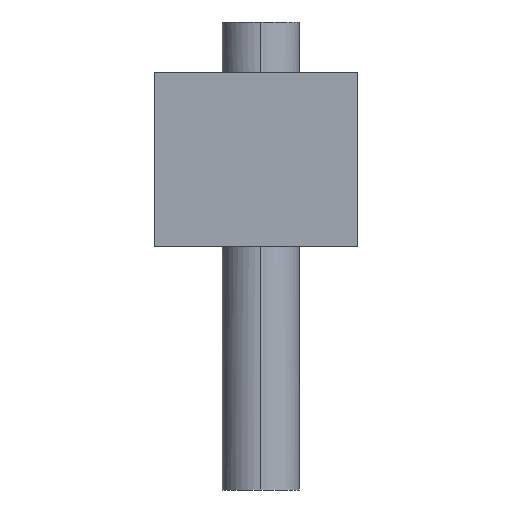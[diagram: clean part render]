
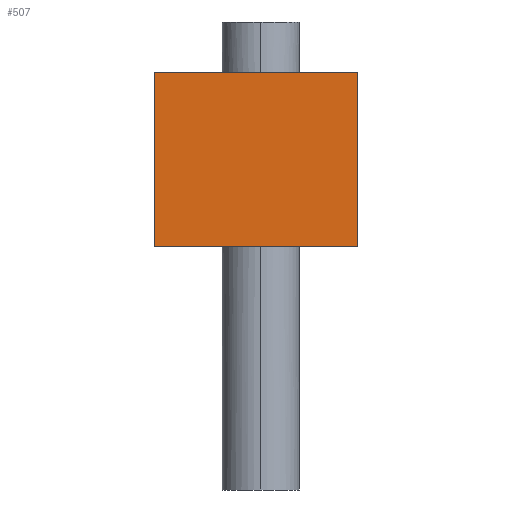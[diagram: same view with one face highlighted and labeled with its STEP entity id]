
A CAD part, left-side view. The second image highlights one B-rep face of the part: STEP entity #507.
In plain terms, the highlighted planar face has unit normal (-1, 0, 0).
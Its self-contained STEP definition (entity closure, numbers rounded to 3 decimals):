
#4 = VERTEX_POINT ( 'NONE', #64 ) ;
#6 = CARTESIAN_POINT ( 'NONE',  ( -28.5, 132., 226. ) ) ;
#17 = VECTOR ( 'NONE', #361, 1000. ) ;
#31 = EDGE_CURVE ( 'NONE', #90, #562, #525, .T. ) ;
#36 = CARTESIAN_POINT ( 'NONE',  ( -28.5, 132., 226. ) ) ;
#52 = VERTEX_POINT ( 'NONE', #36 ) ;
#56 = ORIENTED_EDGE ( 'NONE', *, *, #129, .F. ) ;
#58 = CARTESIAN_POINT ( 'NONE',  ( -28.5, 132., 0. ) ) ;
#64 = CARTESIAN_POINT ( 'NONE',  ( -28.5, -132., 226. ) ) ;
#66 = DIRECTION ( 'NONE',  ( 0., -1., 0. ) ) ;
#73 = VECTOR ( 'NONE', #302, 1000. ) ;
#76 = EDGE_CURVE ( 'NONE', #4, #562, #174, .T. ) ;
#81 = DIRECTION ( 'NONE',  ( 0., -1., 0. ) ) ;
#84 = CARTESIAN_POINT ( 'NONE',  ( -28.5, 132., 226. ) ) ;
#89 = CARTESIAN_POINT ( 'NONE',  ( -28.5, 34.882, 0. ) ) ;
#90 = VERTEX_POINT ( 'NONE', #393 ) ;
#94 = AXIS2_PLACEMENT_3D ( 'NONE', #385, #471, #388 ) ;
#117 = ORIENTED_EDGE ( 'NONE', *, *, #395, .F. ) ;
#128 = LINE ( 'NONE', #84, #355 ) ;
#129 = EDGE_CURVE ( 'NONE', #52, #159, #128, .T. ) ;
#133 = CARTESIAN_POINT ( 'NONE',  ( -28.5, 34.882, 226. ) ) ;
#144 = ORIENTED_EDGE ( 'NONE', *, *, #312, .T. ) ;
#153 = DIRECTION ( 'NONE',  ( 0., -1., 0. ) ) ;
#158 = CARTESIAN_POINT ( 'NONE',  ( -28.5, 132., 0. ) ) ;
#159 = VERTEX_POINT ( 'NONE', #133 ) ;
#173 = PLANE ( 'NONE',  #94 ) ;
#174 = LINE ( 'NONE', #437, #73 ) ;
#181 = EDGE_CURVE ( 'NONE', #325, #90, #520, .T. ) ;
#182 = LINE ( 'NONE', #58, #17 ) ;
#202 = ORIENTED_EDGE ( 'NONE', *, *, #444, .F. ) ;
#210 = ORIENTED_EDGE ( 'NONE', *, *, #181, .T. ) ;
#216 = VECTOR ( 'NONE', #66, 1000. ) ;
#218 = EDGE_CURVE ( 'NONE', #447, #325, #182, .T. ) ;
#234 = VECTOR ( 'NONE', #532, 1000. ) ;
#236 = VECTOR ( 'NONE', #240, 1000. ) ;
#240 = DIRECTION ( 'NONE',  ( 0., -1., 0. ) ) ;
#279 = CARTESIAN_POINT ( 'NONE',  ( -28.5, 132., 0. ) ) ;
#296 = CARTESIAN_POINT ( 'NONE',  ( -28.5, 132., 226. ) ) ;
#302 = DIRECTION ( 'NONE',  ( 0., 0., -1. ) ) ;
#312 = EDGE_CURVE ( 'NONE', #52, #447, #540, .T. ) ;
#315 = EDGE_LOOP ( 'NONE', ( #470, #210, #449, #401, #117, #202, #56, #144 ) ) ;
#325 = VERTEX_POINT ( 'NONE', #89 ) ;
#342 = CARTESIAN_POINT ( 'NONE',  ( -28.5, -132., 0. ) ) ;
#355 = VECTOR ( 'NONE', #431, 1000. ) ;
#361 = DIRECTION ( 'NONE',  ( 0., -1., 0. ) ) ;
#370 = LINE ( 'NONE', #557, #216 ) ;
#379 = LINE ( 'NONE', #296, #510 ) ;
#382 = CARTESIAN_POINT ( 'NONE',  ( -28.5, -47.282, 226. ) ) ;
#385 = CARTESIAN_POINT ( 'NONE',  ( -28.5, 132., 226. ) ) ;
#388 = DIRECTION ( 'NONE',  ( 0., 1., 0. ) ) ;
#392 = VERTEX_POINT ( 'NONE', #382 ) ;
#393 = CARTESIAN_POINT ( 'NONE',  ( -28.5, -47.282, 0. ) ) ;
#395 = EDGE_CURVE ( 'NONE', #392, #4, #370, .T. ) ;
#401 = ORIENTED_EDGE ( 'NONE', *, *, #76, .F. ) ;
#431 = DIRECTION ( 'NONE',  ( 0., -1., 0. ) ) ;
#437 = CARTESIAN_POINT ( 'NONE',  ( -28.5, -132., 226. ) ) ;
#439 = CARTESIAN_POINT ( 'NONE',  ( -28.5, 132., 0. ) ) ;
#444 = EDGE_CURVE ( 'NONE', #159, #392, #379, .T. ) ;
#447 = VERTEX_POINT ( 'NONE', #158 ) ;
#449 = ORIENTED_EDGE ( 'NONE', *, *, #31, .T. ) ;
#470 = ORIENTED_EDGE ( 'NONE', *, *, #218, .T. ) ;
#471 = DIRECTION ( 'NONE',  ( 1., 0., 0. ) ) ;
#482 = FACE_OUTER_BOUND ( 'NONE', #315, .T. ) ;
#507 = ADVANCED_FACE ( 'NONE', ( #482 ), #173, .F. ) ;
#510 = VECTOR ( 'NONE', #153, 1000. ) ;
#520 = LINE ( 'NONE', #279, #236 ) ;
#525 = LINE ( 'NONE', #439, #574 ) ;
#532 = DIRECTION ( 'NONE',  ( 0., 0., -1. ) ) ;
#540 = LINE ( 'NONE', #6, #234 ) ;
#557 = CARTESIAN_POINT ( 'NONE',  ( -28.5, 132., 226. ) ) ;
#562 = VERTEX_POINT ( 'NONE', #342 ) ;
#574 = VECTOR ( 'NONE', #81, 1000. ) ;
